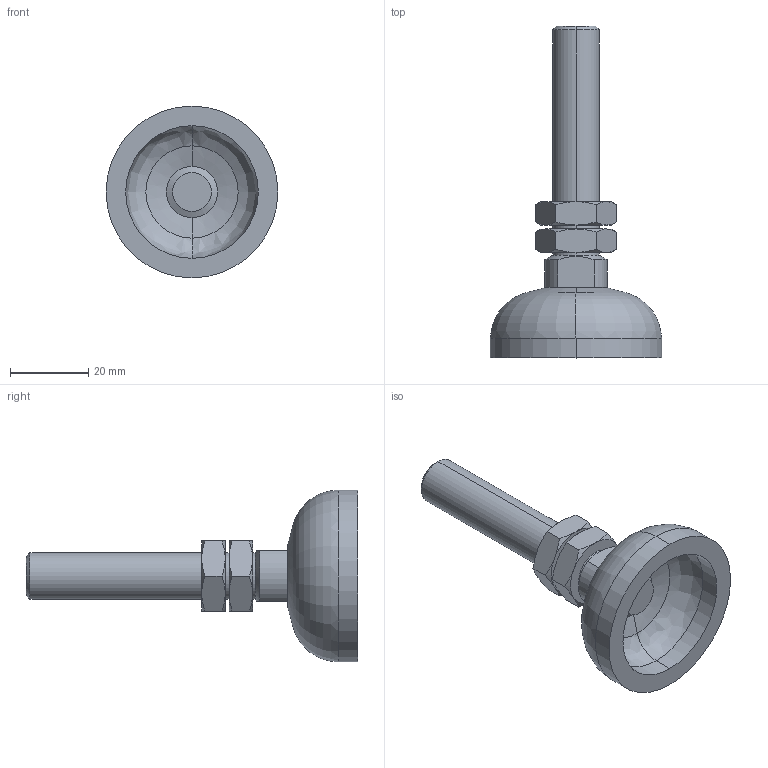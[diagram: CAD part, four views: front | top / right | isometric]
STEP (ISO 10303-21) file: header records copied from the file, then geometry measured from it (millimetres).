
FILE_DESCRIPTION (( 'STEP AP214' ), '1' );
FILE_NAME ('6411013', '2019-02-01T14:31:19', ( '' ), ('JUGARD+KÜNSTNER GmbH'), 'SwSTEP 2.0', 'SolidWorks 2017', '' );
FILE_SCHEMA (( 'AUTOMOTIVE_DESIGN' ));
Length unit declared in the file: millimetre
Products named in the file (1): 6411013_CNAJF00
Bounding box: 44 x 85 x 44 mm (x, y, z)
Volume: 22485.9 mm3; surface area: 9321.3 mm2
Topology: 1 solids, 2 shells, 82 faces, 176 edges, 104 vertices
Faces by surface type: cone 32, plane 23, cylinder 18, bspline 7, torus 2
Entity records: 2475 total; most frequent: CARTESIAN_POINT 744, ORIENTED_EDGE 352, DIRECTION 350, EDGE_CURVE 176, AXIS2_PLACEMENT_3D 154, VERTEX_POINT 104, EDGE_LOOP 90, ADVANCED_FACE 82
